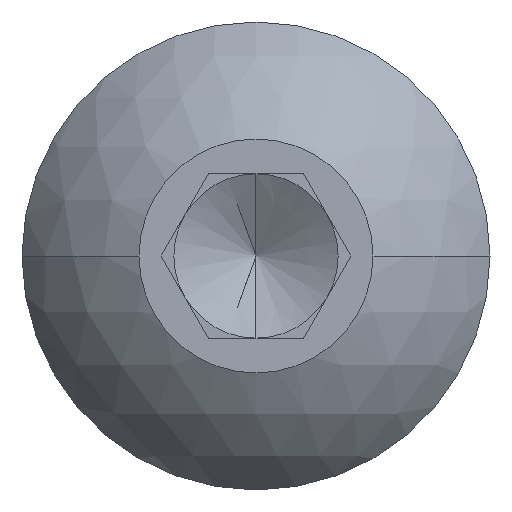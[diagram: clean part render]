
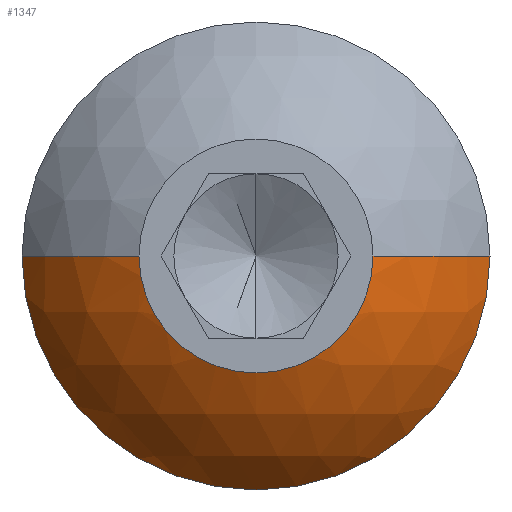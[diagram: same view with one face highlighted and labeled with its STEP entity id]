
A CAD part, left-side view. The second image highlights one B-rep face of the part: STEP entity #1347.
In plain terms, the highlighted spherical face has radius 3.351 mm.
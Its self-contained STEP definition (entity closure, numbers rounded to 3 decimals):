
#20 = CARTESIAN_POINT ( 'NONE',  ( 1.27, 0., -2.85 ) ) ;
#44 = DIRECTION ( 'NONE',  ( 0., 1., 0. ) ) ;
#86 = EDGE_CURVE ( 'NONE', #1844, #101, #1881, .T. ) ;
#101 = VERTEX_POINT ( 'NONE', #1303 ) ;
#105 = CARTESIAN_POINT ( 'NONE',  ( 3.033, 0., 0. ) ) ;
#200 = EDGE_CURVE ( 'NONE', #1117, #3262, #1428, .T. ) ;
#232 = CARTESIAN_POINT ( 'NONE',  ( 0., -1.425, 0. ) ) ;
#355 = AXIS2_PLACEMENT_3D ( 'NONE', #3383, #2599, #3334 ) ;
#391 = AXIS2_PLACEMENT_3D ( 'NONE', #3374, #3345, #3264 ) ;
#412 = AXIS2_PLACEMENT_3D ( 'NONE', #105, #2424, #1169 ) ;
#615 = AXIS2_PLACEMENT_3D ( 'NONE', #2295, #2189, #2022 ) ;
#623 = DIRECTION ( 'NONE',  ( 0., 0., -1. ) ) ;
#939 = EDGE_CURVE ( 'NONE', #3184, #1117, #1543, .T. ) ;
#1117 = VERTEX_POINT ( 'NONE', #3191 ) ;
#1169 = DIRECTION ( 'NONE',  ( 0., 1., 0. ) ) ;
#1262 = ORIENTED_EDGE ( 'NONE', *, *, #2428, .F. ) ;
#1303 = CARTESIAN_POINT ( 'NONE',  ( 0., 1.425, 0. ) ) ;
#1347 = ADVANCED_FACE ( 'NONE', ( #2033 ), #1568, .T. ) ;
#1428 = CIRCLE ( 'NONE', #412, 3.351 ) ;
#1470 = EDGE_LOOP ( 'NONE', ( #3270, #2508, #1977, #1262, #2852 ) ) ;
#1543 = CIRCLE ( 'NONE', #391, 2.85 ) ;
#1568 = SPHERICAL_SURFACE ( 'NONE', #2673, 3.351 ) ;
#1704 = CARTESIAN_POINT ( 'NONE',  ( 3.033, 0., 0. ) ) ;
#1716 = AXIS2_PLACEMENT_3D ( 'NONE', #3209, #3175, #3156 ) ;
#1844 = VERTEX_POINT ( 'NONE', #3229 ) ;
#1881 = CIRCLE ( 'NONE', #1716, 3.351 ) ;
#1977 = ORIENTED_EDGE ( 'NONE', *, *, #200, .T. ) ;
#2022 = DIRECTION ( 'NONE',  ( 0., 0., 1. ) ) ;
#2033 = FACE_OUTER_BOUND ( 'NONE', #1470, .T. ) ;
#2182 = EDGE_CURVE ( 'NONE', #1844, #3184, #3271, .T. ) ;
#2189 = DIRECTION ( 'NONE',  ( -1., 0., 0. ) ) ;
#2295 = CARTESIAN_POINT ( 'NONE',  ( 1.27, 0., 0. ) ) ;
#2424 = DIRECTION ( 'NONE',  ( 0., 0., -1. ) ) ;
#2428 = EDGE_CURVE ( 'NONE', #101, #3262, #3247, .T. ) ;
#2508 = ORIENTED_EDGE ( 'NONE', *, *, #939, .T. ) ;
#2599 = DIRECTION ( 'NONE',  ( -1., 0., 0. ) ) ;
#2673 = AXIS2_PLACEMENT_3D ( 'NONE', #1704, #623, #44 ) ;
#2852 = ORIENTED_EDGE ( 'NONE', *, *, #86, .F. ) ;
#3156 = DIRECTION ( 'NONE',  ( 1., 0., 0. ) ) ;
#3175 = DIRECTION ( 'NONE',  ( 0., 0., 1. ) ) ;
#3184 = VERTEX_POINT ( 'NONE', #20 ) ;
#3191 = CARTESIAN_POINT ( 'NONE',  ( 1.27, -2.85, 0. ) ) ;
#3209 = CARTESIAN_POINT ( 'NONE',  ( 3.033, 0., 0. ) ) ;
#3229 = CARTESIAN_POINT ( 'NONE',  ( 1.27, 2.85, 0. ) ) ;
#3247 = CIRCLE ( 'NONE', #355, 1.425 ) ;
#3262 = VERTEX_POINT ( 'NONE', #232 ) ;
#3264 = DIRECTION ( 'NONE',  ( 0., 0., 1. ) ) ;
#3270 = ORIENTED_EDGE ( 'NONE', *, *, #2182, .T. ) ;
#3271 = CIRCLE ( 'NONE', #615, 2.85 ) ;
#3334 = DIRECTION ( 'NONE',  ( 0., 0., 1. ) ) ;
#3345 = DIRECTION ( 'NONE',  ( -1., 0., 0. ) ) ;
#3374 = CARTESIAN_POINT ( 'NONE',  ( 1.27, 0., 0. ) ) ;
#3383 = CARTESIAN_POINT ( 'NONE',  ( 0., 0., 0. ) ) ;
